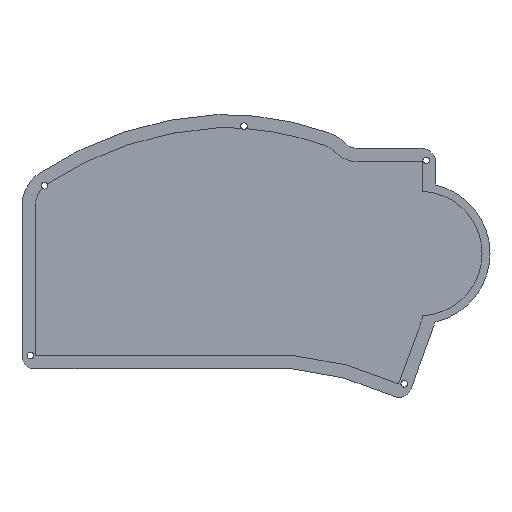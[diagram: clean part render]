
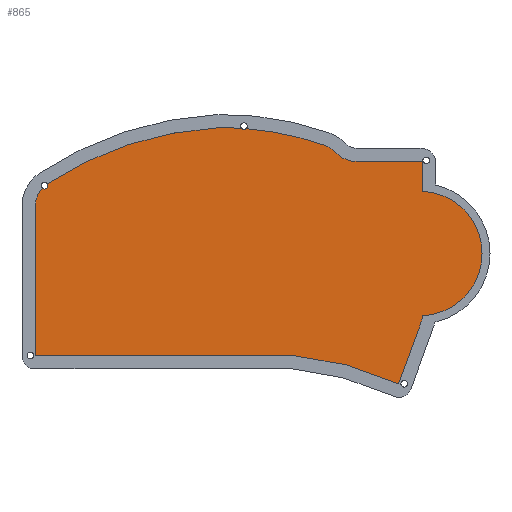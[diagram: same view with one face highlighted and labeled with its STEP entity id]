
A CAD part, top view. The second image highlights one B-rep face of the part: STEP entity #865.
In plain terms, the highlighted planar face has unit normal (0, 0, 1).
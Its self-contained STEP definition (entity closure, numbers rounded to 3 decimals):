
#24=CIRCLE('',#900,6.67);
#26=CIRCLE('',#907,5.);
#28=CIRCLE('',#911,10.126);
#30=CIRCLE('',#914,23.5);
#32=CIRCLE('',#918,0.753);
#34=CIRCLE('',#922,10.304);
#36=CIRCLE('',#925,9.318);
#38=CIRCLE('',#928,114.212);
#40=CIRCLE('',#931,114.212);
#42=CIRCLE('',#934,129.265);
#44=CIRCLE('',#937,10.126);
#78=CIRCLE('',#976,1.25);
#79=CIRCLE('',#978,1.25);
#131=FACE_OUTER_BOUND('',#184,.T.);
#184=EDGE_LOOP('',(#729,#730,#731,#732,#733,#734,#735,#736,#737,#738,#739,
#740,#741,#742,#743,#744,#745,#746,#747,#748,#749));
#203=LINE('',#1277,#276);
#208=LINE('',#1291,#281);
#211=LINE('',#1297,#284);
#214=LINE('',#1303,#287);
#217=LINE('',#1309,#290);
#221=LINE('',#1321,#294);
#226=LINE('',#1339,#299);
#230=LINE('',#1351,#303);
#276=VECTOR('',#1002,10.);
#281=VECTOR('',#1015,10.);
#284=VECTOR('',#1020,10.);
#287=VECTOR('',#1025,10.);
#290=VECTOR('',#1030,10.);
#294=VECTOR('',#1042,10.);
#299=VECTOR('',#1061,10.);
#303=VECTOR('',#1073,10.);
#349=VERTEX_POINT('',#1275);
#350=VERTEX_POINT('',#1276);
#353=VERTEX_POINT('',#1284);
#355=VERTEX_POINT('',#1290);
#357=VERTEX_POINT('',#1296);
#359=VERTEX_POINT('',#1302);
#361=VERTEX_POINT('',#1308);
#363=VERTEX_POINT('',#1314);
#365=VERTEX_POINT('',#1320);
#367=VERTEX_POINT('',#1326);
#369=VERTEX_POINT('',#1332);
#371=VERTEX_POINT('',#1338);
#373=VERTEX_POINT('',#1344);
#375=VERTEX_POINT('',#1350);
#377=VERTEX_POINT('',#1356);
#379=VERTEX_POINT('',#1362);
#381=VERTEX_POINT('',#1368);
#383=VERTEX_POINT('',#1374);
#384=VERTEX_POINT('',#1375);
#387=VERTEX_POINT('',#1383);
#389=VERTEX_POINT('',#1389);
#435=EDGE_CURVE('',#349,#350,#203,.T.);
#439=EDGE_CURVE('',#353,#349,#24,.T.);
#442=EDGE_CURVE('',#355,#353,#208,.T.);
#445=EDGE_CURVE('',#357,#355,#211,.T.);
#448=EDGE_CURVE('',#359,#357,#214,.T.);
#451=EDGE_CURVE('',#361,#359,#217,.T.);
#454=EDGE_CURVE('',#363,#361,#26,.T.);
#457=EDGE_CURVE('',#365,#363,#221,.T.);
#460=EDGE_CURVE('',#367,#365,#28,.T.);
#463=EDGE_CURVE('',#350,#369,#30,.T.);
#466=EDGE_CURVE('',#369,#371,#226,.T.);
#469=EDGE_CURVE('',#371,#373,#32,.T.);
#472=EDGE_CURVE('',#373,#375,#230,.T.);
#475=EDGE_CURVE('',#375,#377,#34,.T.);
#478=EDGE_CURVE('',#377,#379,#36,.T.);
#481=EDGE_CURVE('',#379,#381,#38,.T.);
#484=EDGE_CURVE('',#383,#384,#40,.T.);
#488=EDGE_CURVE('',#384,#387,#42,.T.);
#491=EDGE_CURVE('',#387,#389,#44,.T.);
#543=EDGE_CURVE('',#381,#383,#78,.T.);
#545=EDGE_CURVE('',#389,#367,#79,.T.);
#729=ORIENTED_EDGE('',*,*,#481,.T.);
#730=ORIENTED_EDGE('',*,*,#543,.T.);
#731=ORIENTED_EDGE('',*,*,#484,.T.);
#732=ORIENTED_EDGE('',*,*,#488,.T.);
#733=ORIENTED_EDGE('',*,*,#491,.T.);
#734=ORIENTED_EDGE('',*,*,#545,.T.);
#735=ORIENTED_EDGE('',*,*,#460,.T.);
#736=ORIENTED_EDGE('',*,*,#457,.T.);
#737=ORIENTED_EDGE('',*,*,#454,.T.);
#738=ORIENTED_EDGE('',*,*,#451,.T.);
#739=ORIENTED_EDGE('',*,*,#448,.T.);
#740=ORIENTED_EDGE('',*,*,#445,.T.);
#741=ORIENTED_EDGE('',*,*,#442,.T.);
#742=ORIENTED_EDGE('',*,*,#439,.T.);
#743=ORIENTED_EDGE('',*,*,#435,.T.);
#744=ORIENTED_EDGE('',*,*,#463,.T.);
#745=ORIENTED_EDGE('',*,*,#466,.T.);
#746=ORIENTED_EDGE('',*,*,#469,.T.);
#747=ORIENTED_EDGE('',*,*,#472,.T.);
#748=ORIENTED_EDGE('',*,*,#475,.T.);
#749=ORIENTED_EDGE('',*,*,#478,.T.);
#832=PLANE('',#979);
#865=ADVANCED_FACE('',(#131),#832,.T.);
#900=AXIS2_PLACEMENT_3D('',#1285,#1008,#1009);
#907=AXIS2_PLACEMENT_3D('',#1315,#1035,#1036);
#911=AXIS2_PLACEMENT_3D('',#1327,#1047,#1048);
#914=AXIS2_PLACEMENT_3D('',#1333,#1054,#1055);
#918=AXIS2_PLACEMENT_3D('',#1345,#1066,#1067);
#922=AXIS2_PLACEMENT_3D('',#1357,#1078,#1079);
#925=AXIS2_PLACEMENT_3D('',#1363,#1085,#1086);
#928=AXIS2_PLACEMENT_3D('',#1369,#1092,#1093);
#931=AXIS2_PLACEMENT_3D('',#1376,#1099,#1100);
#934=AXIS2_PLACEMENT_3D('',#1384,#1107,#1108);
#937=AXIS2_PLACEMENT_3D('',#1390,#1114,#1115);
#976=AXIS2_PLACEMENT_3D('',#1492,#1210,#1211);
#978=AXIS2_PLACEMENT_3D('',#1495,#1215,#1216);
#979=AXIS2_PLACEMENT_3D('',#1497,#1218,#1219);
#1002=DIRECTION('',(0.,1.,0.));
#1008=DIRECTION('center_axis',(0.,0.,1.));
#1009=DIRECTION('ref_axis',(0.939,-0.345,0.));
#1015=DIRECTION('',(0.343,0.939,0.));
#1020=DIRECTION('',(0.94,-0.342,0.));
#1025=DIRECTION('',(0.985,-0.174,0.));
#1030=DIRECTION('',(1.,0.,0.));
#1035=DIRECTION('center_axis',(0.,0.,-1.));
#1036=DIRECTION('ref_axis',(1.,-0.006,0.));
#1042=DIRECTION('',(0.,-1.,0.));
#1047=DIRECTION('center_axis',(0.,0.,1.));
#1048=DIRECTION('ref_axis',(-0.55,0.835,0.));
#1054=DIRECTION('center_axis',(0.,0.,1.));
#1055=DIRECTION('ref_axis',(1.,0.,0.));
#1061=DIRECTION('',(0.,1.,0.));
#1066=DIRECTION('center_axis',(0.,0.,1.));
#1067=DIRECTION('ref_axis',(0.78,0.626,0.));
#1073=DIRECTION('',(-1.,0.,0.));
#1078=DIRECTION('center_axis',(0.,0.,-1.));
#1079=DIRECTION('ref_axis',(-0.74,-0.673,0.));
#1085=DIRECTION('center_axis',(0.,0.,1.));
#1086=DIRECTION('ref_axis',(0.745,0.667,0.));
#1092=DIRECTION('center_axis',(0.,0.,1.));
#1093=DIRECTION('ref_axis',(0.335,0.942,0.));
#1099=DIRECTION('center_axis',(0.,0.,1.));
#1100=DIRECTION('ref_axis',(0.335,0.942,0.));
#1107=DIRECTION('center_axis',(0.,0.,1.));
#1108=DIRECTION('ref_axis',(-0.054,0.999,0.));
#1114=DIRECTION('center_axis',(0.,0.,1.));
#1115=DIRECTION('ref_axis',(-0.55,0.835,0.));
#1210=DIRECTION('center_axis',(0.,0.,-1.));
#1211=DIRECTION('ref_axis',(1.,0.,0.));
#1215=DIRECTION('center_axis',(0.,0.,-1.));
#1216=DIRECTION('ref_axis',(1.,0.,0.));
#1218=DIRECTION('center_axis',(0.,0.,1.));
#1219=DIRECTION('ref_axis',(1.,0.,0.));
#1275=CARTESIAN_POINT('',(-74.022,-315.433,1.6));
#1276=CARTESIAN_POINT('',(-74.022,-315.428,1.6));
#1277=CARTESIAN_POINT('',(-74.022,-304.152,1.6));
#1284=CARTESIAN_POINT('',(-74.431,-317.733,1.6));
#1285=CARTESIAN_POINT('Origin',(-80.692,-315.433,1.6));
#1290=CARTESIAN_POINT('',(-82.959,-341.095,1.6));
#1291=CARTESIAN_POINT('',(-74.692,-318.447,1.6));
#1296=CARTESIAN_POINT('',(-102.662,-333.921,1.6));
#1297=CARTESIAN_POINT('',(-118.96,-327.987,1.6));
#1302=CARTESIAN_POINT('',(-122.565,-330.411,1.6));
#1303=CARTESIAN_POINT('',(-127.648,-329.515,1.6));
#1308=CARTESIAN_POINT('',(-219.877,-330.404,1.6));
#1309=CARTESIAN_POINT('',(-134.759,-330.41,1.6));
#1314=CARTESIAN_POINT('',(-219.877,-330.373,1.6));
#1315=CARTESIAN_POINT('Origin',(-224.877,-330.373,1.6));
#1320=CARTESIAN_POINT('',(-219.873,-273.89,1.6));
#1321=CARTESIAN_POINT('',(-219.876,-311.623,1.6));
#1326=CARTESIAN_POINT('',(-217.233,-267.327,1.6));
#1327=CARTESIAN_POINT('Origin',(-209.75,-274.15,1.6));
#1332=CARTESIAN_POINT('',(-74.024,-268.471,1.6));
#1333=CARTESIAN_POINT('Origin',(-75.028,-291.95,1.6));
#1338=CARTESIAN_POINT('',(-74.024,-257.524,1.6));
#1339=CARTESIAN_POINT('',(-74.023,-275.2,1.6));
#1344=CARTESIAN_POINT('',(-74.579,-257.243,1.6));
#1345=CARTESIAN_POINT('Origin',(-74.611,-257.995,1.6));
#1350=CARTESIAN_POINT('',(-99.009,-257.243,1.6));
#1351=CARTESIAN_POINT('',(-122.98,-257.243,1.6));
#1356=CARTESIAN_POINT('',(-106.631,-253.873,1.6));
#1357=CARTESIAN_POINT('Origin',(-99.009,-246.939,1.6));
#1362=CARTESIAN_POINT('',(-110.847,-251.18,1.6));
#1363=CARTESIAN_POINT('Origin',(-113.571,-260.091,1.6));
#1368=CARTESIAN_POINT('',(-140.457,-244.904,1.6));
#1369=CARTESIAN_POINT('Origin',(-149.123,-358.787,1.6));
#1374=CARTESIAN_POINT('',(-142.167,-244.787,1.6));
#1375=CARTESIAN_POINT('',(-151.228,-244.594,1.6));
#1376=CARTESIAN_POINT('Origin',(-149.123,-358.787,1.6));
#1383=CARTESIAN_POINT('',(-215.317,-265.691,1.6));
#1384=CARTESIAN_POINT('Origin',(-144.255,-373.671,1.6));
#1389=CARTESIAN_POINT('',(-215.343,-265.709,1.6));
#1390=CARTESIAN_POINT('Origin',(-209.75,-274.15,1.6));
#1492=CARTESIAN_POINT('Origin',(-141.25,-243.937,1.6));
#1495=CARTESIAN_POINT('Origin',(-216.368,-266.425,1.6));
#1497=CARTESIAN_POINT('Origin',(-146.951,-292.879,1.6));
